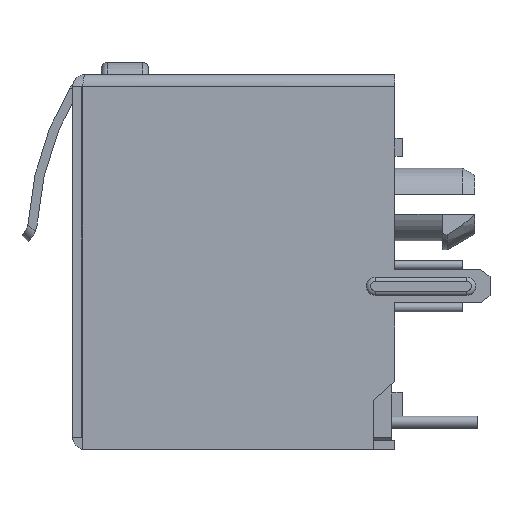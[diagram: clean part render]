
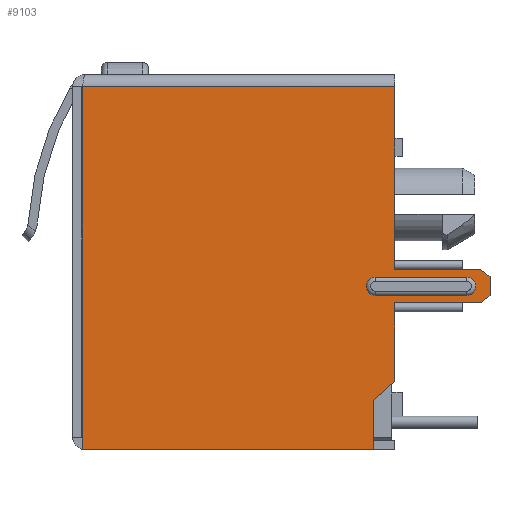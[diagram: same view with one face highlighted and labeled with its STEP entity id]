
A CAD part, left-side view. The second image highlights one B-rep face of the part: STEP entity #9103.
In plain terms, the highlighted planar face has unit normal (-1, 0, 0).
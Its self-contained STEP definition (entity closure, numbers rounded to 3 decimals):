
#125 = ORIENTED_EDGE ( 'NONE', *, *, #9155, .F. ) ;
#277 = VECTOR ( 'NONE', #5437, 1000. ) ;
#314 = VERTEX_POINT ( 'NONE', #482 ) ;
#322 = ORIENTED_EDGE ( 'NONE', *, *, #6360, .T. ) ;
#395 = LINE ( 'NONE', #9722, #5135 ) ;
#414 = DIRECTION ( 'NONE',  ( 1., 0., 0. ) ) ;
#447 = ORIENTED_EDGE ( 'NONE', *, *, #6975, .F. ) ;
#482 = CARTESIAN_POINT ( 'NONE',  ( -8.255, 13.172, -8.318 ) ) ;
#499 = DIRECTION ( 'NONE',  ( 0., -0.793, -0.609 ) ) ;
#581 = ORIENTED_EDGE ( 'NONE', *, *, #7285, .F. ) ;
#587 = VERTEX_POINT ( 'NONE', #7643 ) ;
#674 = DIRECTION ( 'NONE',  ( 0., 0., 1. ) ) ;
#853 = CARTESIAN_POINT ( 'NONE',  ( -8.255, -3.556, -2.159 ) ) ;
#1005 = VERTEX_POINT ( 'NONE', #2786 ) ;
#1069 = FACE_OUTER_BOUND ( 'NONE', #4266, .T. ) ;
#1374 = VERTEX_POINT ( 'NONE', #6742 ) ;
#1432 = AXIS2_PLACEMENT_3D ( 'NONE', #8115, #4640, #3746 ) ;
#1474 = LINE ( 'NONE', #2425, #10160 ) ;
#1591 = ORIENTED_EDGE ( 'NONE', *, *, #4730, .F. ) ;
#1625 = ORIENTED_EDGE ( 'NONE', *, *, #3863, .T. ) ;
#1695 = DIRECTION ( 'NONE',  ( 0., 0.793, -0.609 ) ) ;
#1743 = CARTESIAN_POINT ( 'NONE',  ( -8.255, -2.96, -1.077 ) ) ;
#2069 = DIRECTION ( 'NONE',  ( 0., -0.743, 0.67 ) ) ;
#2218 = CARTESIAN_POINT ( 'NONE',  ( -8.255, 13.172, 6.922 ) ) ;
#2237 = ORIENTED_EDGE ( 'NONE', *, *, #6849, .T. ) ;
#2343 = VERTEX_POINT ( 'NONE', #4172 ) ;
#2372 = EDGE_CURVE ( 'NONE', #1005, #8258, #4324, .T. ) ;
#2425 = CARTESIAN_POINT ( 'NONE',  ( -8.255, 0.063, -2.159 ) ) ;
#2482 = CARTESIAN_POINT ( 'NONE',  ( -8.255, -2.96, -1.844 ) ) ;
#2504 = CARTESIAN_POINT ( 'NONE',  ( -8.255, -2.96, -1.077 ) ) ;
#2513 = CIRCLE ( 'NONE', #3540, 0.384 ) ;
#2542 = ORIENTED_EDGE ( 'NONE', *, *, #10282, .T. ) ;
#2558 = LINE ( 'NONE', #7030, #10449 ) ;
#2631 = VECTOR ( 'NONE', #9399, 1000. ) ;
#2737 = LINE ( 'NONE', #2855, #6556 ) ;
#2786 = CARTESIAN_POINT ( 'NONE',  ( -8.255, 0.878, -1.077 ) ) ;
#2823 = LINE ( 'NONE', #4036, #6763 ) ;
#2855 = CARTESIAN_POINT ( 'NONE',  ( -8.255, 0.063, -8.318 ) ) ;
#2916 = PLANE ( 'NONE',  #1432 ) ;
#2928 = CARTESIAN_POINT ( 'NONE',  ( -8.255, 0.063, -0.762 ) ) ;
#2964 = CARTESIAN_POINT ( 'NONE',  ( -8.255, -2.96, -1.844 ) ) ;
#3041 = VECTOR ( 'NONE', #1695, 1000. ) ;
#3163 = DIRECTION ( 'NONE',  ( 0., 0., 1. ) ) ;
#3186 = VERTEX_POINT ( 'NONE', #8976 ) ;
#3453 = DIRECTION ( 'NONE',  ( 0., -1., 0. ) ) ;
#3460 = LINE ( 'NONE', #853, #3041 ) ;
#3540 = AXIS2_PLACEMENT_3D ( 'NONE', #3789, #414, #6356 ) ;
#3663 = VERTEX_POINT ( 'NONE', #7037 ) ;
#3705 = EDGE_LOOP ( 'NONE', ( #8875, #322, #6266, #7558 ) ) ;
#3746 = DIRECTION ( 'NONE',  ( 0., 0., -1. ) ) ;
#3788 = LINE ( 'NONE', #2928, #10881 ) ;
#3789 = CARTESIAN_POINT ( 'NONE',  ( -8.255, -2.96, -1.461 ) ) ;
#3863 = EDGE_CURVE ( 'NONE', #3663, #2343, #2823, .T. ) ;
#3875 = VERTEX_POINT ( 'NONE', #2218 ) ;
#3932 = VECTOR ( 'NONE', #3453, 1000. ) ;
#3959 = VERTEX_POINT ( 'NONE', #7445 ) ;
#4003 = VECTOR ( 'NONE', #8145, 1000. ) ;
#4036 = CARTESIAN_POINT ( 'NONE',  ( -8.255, 0.063, 7.049 ) ) ;
#4124 = DIRECTION ( 'NONE',  ( 0., 1., 0. ) ) ;
#4125 = CARTESIAN_POINT ( 'NONE',  ( -8.255, -3.556, -2.159 ) ) ;
#4138 = LINE ( 'NONE', #10576, #4003 ) ;
#4172 = CARTESIAN_POINT ( 'NONE',  ( -8.255, 0.063, 6.922 ) ) ;
#4266 = EDGE_LOOP ( 'NONE', ( #2237, #4714, #6837, #581, #125, #9329, #1591, #1625, #447, #9403, #2542, #5098 ) ) ;
#4324 = LINE ( 'NONE', #2504, #3932 ) ;
#4640 = DIRECTION ( 'NONE',  ( -1., 0., 0. ) ) ;
#4714 = ORIENTED_EDGE ( 'NONE', *, *, #5938, .T. ) ;
#4726 = EDGE_CURVE ( 'NONE', #314, #3875, #10501, .T. ) ;
#4730 = EDGE_CURVE ( 'NONE', #3663, #7084, #3788, .T. ) ;
#5087 = CARTESIAN_POINT ( 'NONE',  ( -8.255, 0.878, -1.844 ) ) ;
#5098 = ORIENTED_EDGE ( 'NONE', *, *, #9559, .T. ) ;
#5135 = VECTOR ( 'NONE', #499, 1000. ) ;
#5301 = DIRECTION ( 'NONE',  ( 0., -1., 0. ) ) ;
#5339 = DIRECTION ( 'NONE',  ( 0., 0., 1. ) ) ;
#5437 = DIRECTION ( 'NONE',  ( 0., 0., -1. ) ) ;
#5938 = EDGE_CURVE ( 'NONE', #9049, #1374, #9940, .T. ) ;
#5959 = VERTEX_POINT ( 'NONE', #4125 ) ;
#6067 = VECTOR ( 'NONE', #8745, 1000. ) ;
#6125 = VECTOR ( 'NONE', #674, 1000. ) ;
#6212 = DIRECTION ( 'NONE',  ( 0., -1., 0. ) ) ;
#6266 = ORIENTED_EDGE ( 'NONE', *, *, #2372, .T. ) ;
#6309 = CARTESIAN_POINT ( 'NONE',  ( -8.255, 0.878, -1.461 ) ) ;
#6342 = DIRECTION ( 'NONE',  ( 1., 0., 0. ) ) ;
#6356 = DIRECTION ( 'NONE',  ( 0., 0., -1. ) ) ;
#6360 = EDGE_CURVE ( 'NONE', #7766, #1005, #7950, .T. ) ;
#6387 = CARTESIAN_POINT ( 'NONE',  ( -8.255, 0.063, 7.049 ) ) ;
#6556 = VECTOR ( 'NONE', #6212, 1000. ) ;
#6742 = CARTESIAN_POINT ( 'NONE',  ( -8.255, 0.063, -2.159 ) ) ;
#6763 = VECTOR ( 'NONE', #3163, 1000. ) ;
#6837 = ORIENTED_EDGE ( 'NONE', *, *, #8797, .F. ) ;
#6849 = EDGE_CURVE ( 'NONE', #587, #9049, #2558, .T. ) ;
#6929 = VECTOR ( 'NONE', #5339, 1000. ) ;
#6975 = EDGE_CURVE ( 'NONE', #3875, #2343, #4138, .T. ) ;
#6980 = LINE ( 'NONE', #7221, #277 ) ;
#7030 = CARTESIAN_POINT ( 'NONE',  ( -8.255, 0.063, -5.455 ) ) ;
#7037 = CARTESIAN_POINT ( 'NONE',  ( -8.255, 0.063, -0.762 ) ) ;
#7084 = VERTEX_POINT ( 'NONE', #10782 ) ;
#7221 = CARTESIAN_POINT ( 'NONE',  ( -8.255, -3.937, -1.054 ) ) ;
#7285 = EDGE_CURVE ( 'NONE', #8611, #5959, #3460, .T. ) ;
#7445 = CARTESIAN_POINT ( 'NONE',  ( -8.255, -3.937, -1.054 ) ) ;
#7558 = ORIENTED_EDGE ( 'NONE', *, *, #8514, .T. ) ;
#7643 = CARTESIAN_POINT ( 'NONE',  ( -8.255, 0.951, -6.255 ) ) ;
#7766 = VERTEX_POINT ( 'NONE', #5087 ) ;
#7950 = CIRCLE ( 'NONE', #9284, 0.384 ) ;
#8042 = DIRECTION ( 'NONE',  ( 0., 0., -1. ) ) ;
#8115 = CARTESIAN_POINT ( 'NONE',  ( -8.255, 0., 0. ) ) ;
#8145 = DIRECTION ( 'NONE',  ( 0., -1., 0. ) ) ;
#8258 = VERTEX_POINT ( 'NONE', #1743 ) ;
#8514 = EDGE_CURVE ( 'NONE', #8258, #9419, #2513, .T. ) ;
#8611 = VERTEX_POINT ( 'NONE', #10735 ) ;
#8745 = DIRECTION ( 'NONE',  ( 0., 1., 0. ) ) ;
#8797 = EDGE_CURVE ( 'NONE', #5959, #1374, #1474, .T. ) ;
#8875 = ORIENTED_EDGE ( 'NONE', *, *, #10233, .T. ) ;
#8976 = CARTESIAN_POINT ( 'NONE',  ( -8.255, 0.951, -8.318 ) ) ;
#9049 = VERTEX_POINT ( 'NONE', #9555 ) ;
#9072 = LINE ( 'NONE', #9427, #2631 ) ;
#9103 = ADVANCED_FACE ( 'NONE', ( #1069, #10808 ), #2916, .T. ) ;
#9155 = EDGE_CURVE ( 'NONE', #3959, #8611, #6980, .T. ) ;
#9284 = AXIS2_PLACEMENT_3D ( 'NONE', #6309, #6342, #8042 ) ;
#9329 = ORIENTED_EDGE ( 'NONE', *, *, #9789, .F. ) ;
#9399 = DIRECTION ( 'NONE',  ( 0., 0., 1. ) ) ;
#9403 = ORIENTED_EDGE ( 'NONE', *, *, #4726, .F. ) ;
#9419 = VERTEX_POINT ( 'NONE', #2482 ) ;
#9427 = CARTESIAN_POINT ( 'NONE',  ( -8.255, 0.951, -6.255 ) ) ;
#9526 = CARTESIAN_POINT ( 'NONE',  ( -8.255, 13.172, 0. ) ) ;
#9555 = CARTESIAN_POINT ( 'NONE',  ( -8.255, 0.063, -5.455 ) ) ;
#9559 = EDGE_CURVE ( 'NONE', #3186, #587, #9072, .T. ) ;
#9722 = CARTESIAN_POINT ( 'NONE',  ( -8.255, -3.556, -0.762 ) ) ;
#9789 = EDGE_CURVE ( 'NONE', #7084, #3959, #395, .T. ) ;
#9940 = LINE ( 'NONE', #6387, #6125 ) ;
#10160 = VECTOR ( 'NONE', #4124, 1000. ) ;
#10233 = EDGE_CURVE ( 'NONE', #9419, #7766, #10683, .T. ) ;
#10282 = EDGE_CURVE ( 'NONE', #314, #3186, #2737, .T. ) ;
#10449 = VECTOR ( 'NONE', #2069, 1000. ) ;
#10501 = LINE ( 'NONE', #9526, #6929 ) ;
#10576 = CARTESIAN_POINT ( 'NONE',  ( -8.255, 0., 6.922 ) ) ;
#10683 = LINE ( 'NONE', #2964, #6067 ) ;
#10735 = CARTESIAN_POINT ( 'NONE',  ( -8.255, -3.937, -1.867 ) ) ;
#10782 = CARTESIAN_POINT ( 'NONE',  ( -8.255, -3.556, -0.762 ) ) ;
#10808 = FACE_BOUND ( 'NONE', #3705, .T. ) ;
#10881 = VECTOR ( 'NONE', #5301, 1000. ) ;
